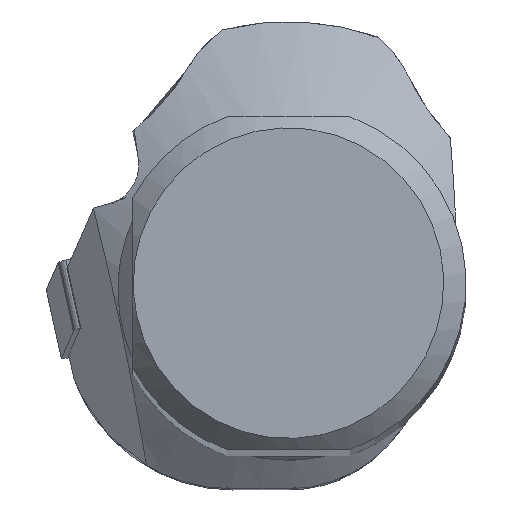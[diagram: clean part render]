
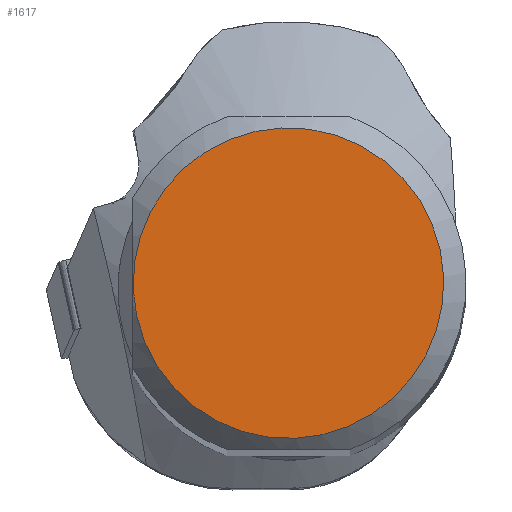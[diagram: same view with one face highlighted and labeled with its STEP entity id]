
A CAD part, top view. The second image highlights one B-rep face of the part: STEP entity #1617.
In plain terms, the highlighted free-form (B-spline) face has degree [1, 1] with [2, 2] control points.
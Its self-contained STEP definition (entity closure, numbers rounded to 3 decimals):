
#1291 = VERTEX_POINT('', #1292);
#1292 = CARTESIAN_POINT('', (-6.828, -1.508, 0.));
#1298 = EDGE_CURVE('', #1291, #1291, #1299, .T.);
#1299 = CIRCLE('', #1300, 6.992);
#1300 = AXIS2_PLACEMENT_3D('', #1301, #1302, #1303);
#1301 = CARTESIAN_POINT('', (0., 0., 0.));
#1302 = DIRECTION('', (0., 0., 1.));
#1303 = DIRECTION('', (-0.976, -0.216, 0.));
#1617 = ADVANCED_FACE('', (#1618), #1621, .T.);
#1618 = FACE_OUTER_BOUND('', #1619, .T.);
#1619 = EDGE_LOOP('', (#1620));
#1620 = ORIENTED_EDGE('', *, *, #1298, .T.);
#1621 = B_SPLINE_SURFACE_WITH_KNOTS('', 1, 1, ((#1622, #1623), (#1624, #1625)), .UNSPECIFIED., .F., .F., .U., (2, 2), (2, 2), (-17.743, 2.134), (-11.662, 8.215), .UNSPECIFIED.);
#1622 = CARTESIAN_POINT('', (-7.562, -11.848, 0.));
#1623 = CARTESIAN_POINT('', (-11.848, 7.562, 0.));
#1624 = CARTESIAN_POINT('', (11.848, -7.562, 0.));
#1625 = CARTESIAN_POINT('', (7.562, 11.848, 0.));
